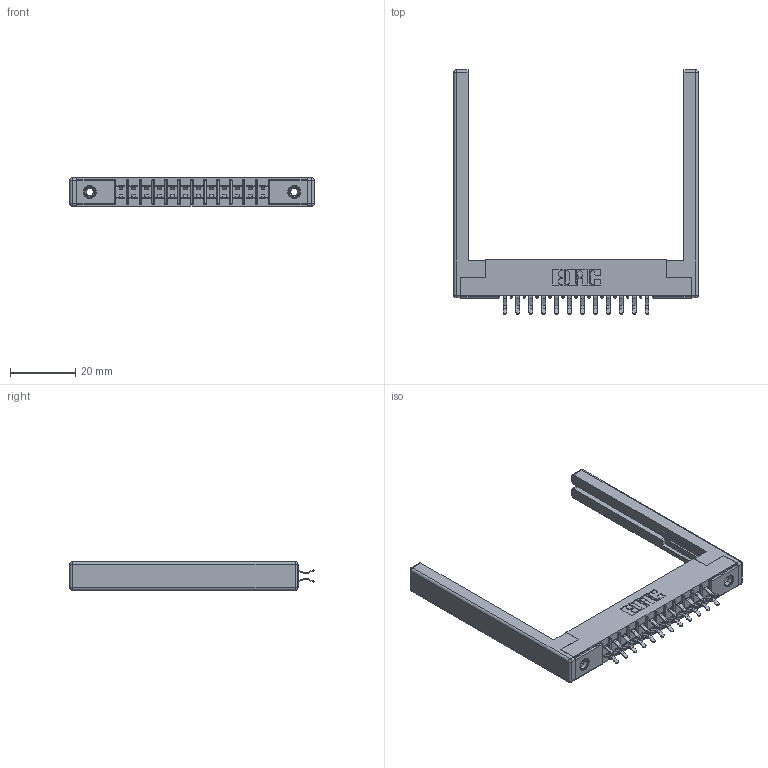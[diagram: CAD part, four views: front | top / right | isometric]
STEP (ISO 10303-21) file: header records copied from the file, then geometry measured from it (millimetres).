
FILE_DESCRIPTION (( 'STEP AP203' ), '1' );
FILE_NAME ('355-024-556-568.STEP', '2019-09-11T05:12:34', ( '' ), ( '' ), 'SwSTEP 2.0', 'SolidWorks 2016', '' );
FILE_SCHEMA (( 'CONFIG_CONTROL_DESIGN' ));
Length unit declared in the file: inch
Products named in the file (5): 345-250-001_345-250-001-102; 305-290-001_556; 355-024-556-568; 305 Part_.156 Dia; 307-220-068
Assembly tree (29 placements, depth 2):
  355-024-556-568
    305 Part_.156 Dia
    305-290-001_556  x24
    345-250-001_345-250-001-102  x2
    307-220-068  x2
Bounding box: 74.98 x 74.93 x 8.71 mm (x, y, z)
Volume: 9114.8 mm3; surface area: 12418.1 mm2
Topology: 29 solids, 29 shells, 1614 faces, 4582 edges, 2968 vertices
Faces by surface type: plane 900, cylinder 642, sphere 56, cone 12, torus 4
Entity records: 19626 total; most frequent: CARTESIAN_POINT 3223, ORIENTED_EDGE 3186, DIRECTION 3165, EDGE_CURVE 1593, VECTOR 1241, LINE 1241, VERTEX_POINT 1020, AXIS2_PLACEMENT_3D 962
